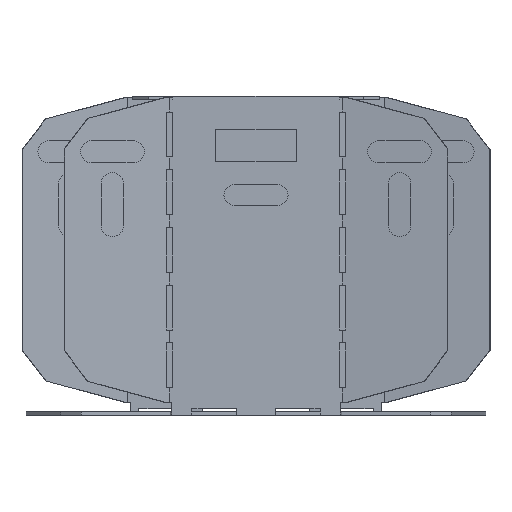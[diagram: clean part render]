
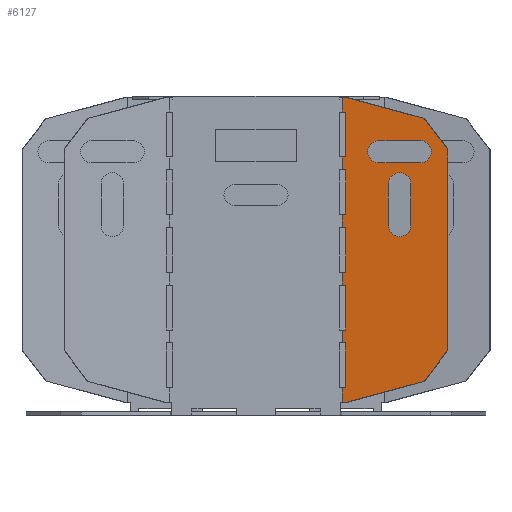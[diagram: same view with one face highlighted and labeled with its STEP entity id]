
A CAD part, front view. The second image highlights one B-rep face of the part: STEP entity #6127.
In plain terms, the highlighted planar face has unit normal (-0.131, -0.991, 0).
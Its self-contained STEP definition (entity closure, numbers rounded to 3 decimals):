
#211=FACE_OUTER_BOUND('',#458,.T.);
#458=EDGE_LOOP('',(#5159,#5160,#5161,#5162,#5163,#5164,#5165,#5166,#5167,
#5168,#5169,#5170,#5171,#5172,#5173,#5174,#5175,#5176,#5177,#5178,#5179,
#5180,#5181,#5182,#5183,#5184,#5185,#5186));
#676=LINE('',#8606,#1545);
#680=LINE('',#8614,#1549);
#684=LINE('',#8622,#1553);
#688=LINE('',#8630,#1557);
#692=LINE('',#8638,#1561);
#696=LINE('',#8646,#1565);
#740=LINE('',#8733,#1609);
#1192=LINE('',#9576,#2061);
#1196=LINE('',#9583,#2065);
#1201=LINE('',#9592,#2070);
#1204=LINE('',#9597,#2073);
#1209=LINE('',#9606,#2078);
#1214=LINE('',#9614,#2083);
#1218=LINE('',#9621,#2087);
#1222=LINE('',#9628,#2091);
#1225=LINE('',#9634,#2094);
#1229=LINE('',#9641,#2098);
#1230=LINE('',#9644,#2099);
#1284=LINE('',#9736,#2153);
#1285=LINE('',#9737,#2154);
#1286=LINE('',#9738,#2155);
#1287=LINE('',#9739,#2156);
#1288=LINE('',#9740,#2157);
#1289=LINE('',#9742,#2158);
#1290=LINE('',#9744,#2159);
#1291=LINE('',#9746,#2160);
#1292=LINE('',#9748,#2161);
#1293=LINE('',#9749,#2162);
#1545=VECTOR('',#6993,1.);
#1549=VECTOR('',#6997,1.);
#1553=VECTOR('',#7001,1.);
#1557=VECTOR('',#7005,1.);
#1561=VECTOR('',#7009,1.);
#1565=VECTOR('',#7013,1.);
#1609=VECTOR('',#7059,1.);
#2061=VECTOR('',#7647,1.);
#2065=VECTOR('',#7653,1.);
#2070=VECTOR('',#7660,1.);
#2073=VECTOR('',#7665,1.);
#2078=VECTOR('',#7672,1.);
#2083=VECTOR('',#7679,1.);
#2087=VECTOR('',#7685,1.);
#2091=VECTOR('',#7691,1.);
#2094=VECTOR('',#7696,1.);
#2098=VECTOR('',#7702,1.);
#2099=VECTOR('',#7705,1.);
#2153=VECTOR('',#7783,1.);
#2154=VECTOR('',#7784,1.);
#2155=VECTOR('',#7785,1.);
#2156=VECTOR('',#7786,1.);
#2157=VECTOR('',#7787,1.);
#2158=VECTOR('',#7788,1.);
#2159=VECTOR('',#7789,1.);
#2160=VECTOR('',#7790,1.);
#2161=VECTOR('',#7791,1.);
#2162=VECTOR('',#7792,1.);
#2553=VERTEX_POINT('',#8602);
#2555=VERTEX_POINT('',#8605);
#2558=VERTEX_POINT('',#8611);
#2559=VERTEX_POINT('',#8613);
#2562=VERTEX_POINT('',#8619);
#2563=VERTEX_POINT('',#8621);
#2566=VERTEX_POINT('',#8627);
#2567=VERTEX_POINT('',#8629);
#2570=VERTEX_POINT('',#8635);
#2571=VERTEX_POINT('',#8637);
#2574=VERTEX_POINT('',#8643);
#2575=VERTEX_POINT('',#8645);
#2617=VERTEX_POINT('',#8731);
#2940=VERTEX_POINT('',#9575);
#2942=VERTEX_POINT('',#9582);
#2944=VERTEX_POINT('',#9589);
#2946=VERTEX_POINT('',#9596);
#2948=VERTEX_POINT('',#9603);
#2951=VERTEX_POINT('',#9613);
#2953=VERTEX_POINT('',#9619);
#2955=VERTEX_POINT('',#9626);
#2957=VERTEX_POINT('',#9633);
#2959=VERTEX_POINT('',#9639);
#2960=VERTEX_POINT('',#9643);
#2987=VERTEX_POINT('',#9741);
#2988=VERTEX_POINT('',#9743);
#2989=VERTEX_POINT('',#9745);
#2990=VERTEX_POINT('',#9747);
#3288=EDGE_CURVE('',#2553,#2555,#676,.T.);
#3292=EDGE_CURVE('',#2558,#2559,#680,.T.);
#3296=EDGE_CURVE('',#2562,#2563,#684,.T.);
#3300=EDGE_CURVE('',#2566,#2567,#688,.T.);
#3304=EDGE_CURVE('',#2570,#2571,#692,.T.);
#3308=EDGE_CURVE('',#2574,#2575,#696,.T.);
#3352=EDGE_CURVE('',#2553,#2617,#740,.T.);
#3806=EDGE_CURVE('',#2555,#2940,#1192,.T.);
#3810=EDGE_CURVE('',#2559,#2942,#1196,.T.);
#3815=EDGE_CURVE('',#2944,#2558,#1201,.T.);
#3818=EDGE_CURVE('',#2563,#2946,#1204,.T.);
#3823=EDGE_CURVE('',#2948,#2562,#1209,.T.);
#3828=EDGE_CURVE('',#2567,#2951,#1214,.T.);
#3832=EDGE_CURVE('',#2953,#2566,#1218,.T.);
#3836=EDGE_CURVE('',#2955,#2570,#1222,.T.);
#3839=EDGE_CURVE('',#2571,#2957,#1225,.T.);
#3843=EDGE_CURVE('',#2959,#2574,#1229,.T.);
#3844=EDGE_CURVE('',#2960,#2575,#1230,.T.);
#3898=EDGE_CURVE('',#2957,#2959,#1284,.T.);
#3899=EDGE_CURVE('',#2951,#2955,#1285,.T.);
#3900=EDGE_CURVE('',#2946,#2953,#1286,.T.);
#3901=EDGE_CURVE('',#2942,#2948,#1287,.T.);
#3902=EDGE_CURVE('',#2940,#2944,#1288,.T.);
#3903=EDGE_CURVE('',#2617,#2987,#1289,.T.);
#3904=EDGE_CURVE('',#2987,#2988,#1290,.T.);
#3905=EDGE_CURVE('',#2988,#2989,#1291,.T.);
#3906=EDGE_CURVE('',#2989,#2990,#1292,.T.);
#3907=EDGE_CURVE('',#2990,#2960,#1293,.T.);
#5159=ORIENTED_EDGE('',*,*,#3898,.F.);
#5160=ORIENTED_EDGE('',*,*,#3839,.F.);
#5161=ORIENTED_EDGE('',*,*,#3304,.F.);
#5162=ORIENTED_EDGE('',*,*,#3836,.F.);
#5163=ORIENTED_EDGE('',*,*,#3899,.F.);
#5164=ORIENTED_EDGE('',*,*,#3828,.F.);
#5165=ORIENTED_EDGE('',*,*,#3300,.F.);
#5166=ORIENTED_EDGE('',*,*,#3832,.F.);
#5167=ORIENTED_EDGE('',*,*,#3900,.F.);
#5168=ORIENTED_EDGE('',*,*,#3818,.F.);
#5169=ORIENTED_EDGE('',*,*,#3296,.F.);
#5170=ORIENTED_EDGE('',*,*,#3823,.F.);
#5171=ORIENTED_EDGE('',*,*,#3901,.F.);
#5172=ORIENTED_EDGE('',*,*,#3810,.F.);
#5173=ORIENTED_EDGE('',*,*,#3292,.F.);
#5174=ORIENTED_EDGE('',*,*,#3815,.F.);
#5175=ORIENTED_EDGE('',*,*,#3902,.F.);
#5176=ORIENTED_EDGE('',*,*,#3806,.F.);
#5177=ORIENTED_EDGE('',*,*,#3288,.F.);
#5178=ORIENTED_EDGE('',*,*,#3352,.T.);
#5179=ORIENTED_EDGE('',*,*,#3903,.T.);
#5180=ORIENTED_EDGE('',*,*,#3904,.T.);
#5181=ORIENTED_EDGE('',*,*,#3905,.T.);
#5182=ORIENTED_EDGE('',*,*,#3906,.T.);
#5183=ORIENTED_EDGE('',*,*,#3907,.T.);
#5184=ORIENTED_EDGE('',*,*,#3844,.T.);
#5185=ORIENTED_EDGE('',*,*,#3308,.F.);
#5186=ORIENTED_EDGE('',*,*,#3843,.F.);
#5880=PLANE('',#6563);
#6127=ADVANCED_FACE('',(#211),#5880,.F.);
#6563=AXIS2_PLACEMENT_3D('',#9735,#7781,#7782);
#6993=DIRECTION('',(0.,0.,1.));
#6997=DIRECTION('',(0.,0.,1.));
#7001=DIRECTION('',(0.,0.,1.));
#7005=DIRECTION('',(0.,0.,1.));
#7009=DIRECTION('',(0.,0.,1.));
#7013=DIRECTION('',(0.,0.,1.));
#7059=DIRECTION('',(0.991,-0.131,0.));
#7647=DIRECTION('',(0.991,-0.131,0.));
#7653=DIRECTION('',(0.991,-0.131,0.));
#7660=DIRECTION('',(-0.991,0.131,0.));
#7665=DIRECTION('',(0.991,-0.131,0.));
#7672=DIRECTION('',(-0.991,0.131,0.));
#7679=DIRECTION('',(0.991,-0.131,0.));
#7685=DIRECTION('',(-0.991,0.131,0.));
#7691=DIRECTION('',(-0.991,0.131,0.));
#7696=DIRECTION('',(0.991,-0.131,0.));
#7702=DIRECTION('',(-0.991,0.131,0.));
#7705=DIRECTION('',(-0.991,0.131,0.));
#7781=DIRECTION('center_axis',(0.131,0.991,0.));
#7782=DIRECTION('ref_axis',(0.,0.,
1.));
#7783=DIRECTION('',(0.,0.,1.));
#7784=DIRECTION('',(0.,0.,1.));
#7785=DIRECTION('',(0.,0.,1.));
#7786=DIRECTION('',(0.,0.,1.));
#7787=DIRECTION('',(0.,0.,1.));
#7788=DIRECTION('',(0.958,-0.126,0.259));
#7789=DIRECTION('',(0.604,-0.079,0.793));
#7790=DIRECTION('',(0.,0.,1.));
#7791=DIRECTION('',(-0.604,0.079,0.793));
#7792=DIRECTION('',(-0.958,0.126,0.259));
#8602=CARTESIAN_POINT('',(93.057,9.361,3.909));
#8605=CARTESIAN_POINT('',(93.057,9.361,8.534));
#8606=CARTESIAN_POINT('',(93.057,9.361,-52.971));
#8611=CARTESIAN_POINT('',(93.057,9.361,22.534));
#8613=CARTESIAN_POINT('',(93.057,9.361,26.534));
#8614=CARTESIAN_POINT('',(93.057,9.361,-52.971));
#8619=CARTESIAN_POINT('',(93.057,9.361,40.534));
#8621=CARTESIAN_POINT('',(93.057,9.361,44.534));
#8622=CARTESIAN_POINT('',(93.057,9.361,-52.971));
#8627=CARTESIAN_POINT('',(93.057,9.361,58.534));
#8629=CARTESIAN_POINT('',(93.057,9.361,62.534));
#8630=CARTESIAN_POINT('',(93.057,9.361,-52.971));
#8635=CARTESIAN_POINT('',(93.057,9.361,76.534));
#8637=CARTESIAN_POINT('',(93.057,9.361,80.534));
#8638=CARTESIAN_POINT('',(93.057,9.361,-52.971));
#8643=CARTESIAN_POINT('',(93.057,9.361,94.534));
#8645=CARTESIAN_POINT('',(93.057,9.361,99.159));
#8646=CARTESIAN_POINT('',(93.057,9.361,-52.971));
#8731=CARTESIAN_POINT('',(94.027,9.233,3.909));
#8733=CARTESIAN_POINT('',(93.575,9.293,3.909));
#9575=CARTESIAN_POINT('',(94.027,9.233,8.534));
#9576=CARTESIAN_POINT('',(93.575,9.293,8.534));
#9582=CARTESIAN_POINT('',(94.027,9.233,26.534));
#9583=CARTESIAN_POINT('',(93.575,9.293,26.534));
#9589=CARTESIAN_POINT('',(94.027,9.233,22.534));
#9592=CARTESIAN_POINT('',(93.575,9.293,22.534));
#9596=CARTESIAN_POINT('',(94.027,9.233,44.534));
#9597=CARTESIAN_POINT('',(93.575,9.293,44.534));
#9603=CARTESIAN_POINT('',(94.027,9.233,40.534));
#9606=CARTESIAN_POINT('',(93.575,9.293,40.534));
#9613=CARTESIAN_POINT('',(94.027,9.233,62.534));
#9614=CARTESIAN_POINT('',(93.575,9.293,62.534));
#9619=CARTESIAN_POINT('',(94.027,9.233,58.534));
#9621=CARTESIAN_POINT('',(93.575,9.293,58.534));
#9626=CARTESIAN_POINT('',(94.027,9.233,76.534));
#9628=CARTESIAN_POINT('',(93.575,9.293,76.534));
#9633=CARTESIAN_POINT('',(94.027,9.233,80.534));
#9634=CARTESIAN_POINT('',(93.575,9.293,80.534));
#9639=CARTESIAN_POINT('',(94.027,9.233,94.534));
#9641=CARTESIAN_POINT('',(93.575,9.293,94.534));
#9643=CARTESIAN_POINT('',(94.027,9.233,99.159));
#9644=CARTESIAN_POINT('',(93.575,9.293,99.159));
#9735=CARTESIAN_POINT('Origin',(66.267,12.888,-52.971));
#9736=CARTESIAN_POINT('',(94.027,9.233,87.534));
#9737=CARTESIAN_POINT('',(94.027,9.233,69.534));
#9738=CARTESIAN_POINT('',(94.027,9.233,51.534));
#9739=CARTESIAN_POINT('',(94.027,9.233,33.534));
#9740=CARTESIAN_POINT('',(94.027,9.233,15.534));
#9741=CARTESIAN_POINT('',(118.511,6.01,10.526));
#9742=CARTESIAN_POINT('',(106.269,7.622,7.218));
#9743=CARTESIAN_POINT('',(125.754,5.056,20.046));
#9744=CARTESIAN_POINT('',(122.132,5.533,15.286));
#9745=CARTESIAN_POINT('',(125.754,5.056,83.022));
#9746=CARTESIAN_POINT('',(125.754,5.056,51.534));
#9747=CARTESIAN_POINT('',(118.511,6.01,92.542));
#9748=CARTESIAN_POINT('',(122.132,5.533,87.782));
#9749=CARTESIAN_POINT('',(106.269,7.622,95.851));
